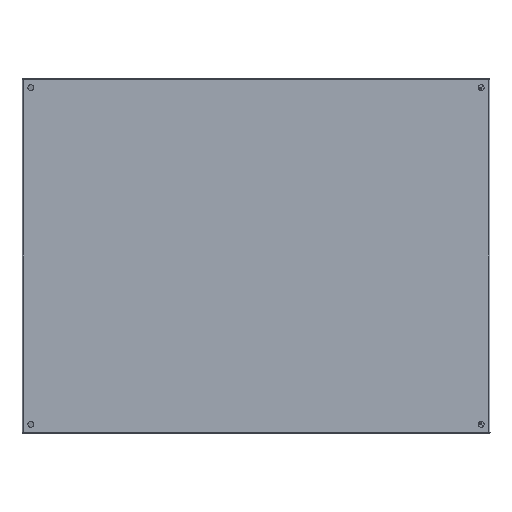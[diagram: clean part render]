
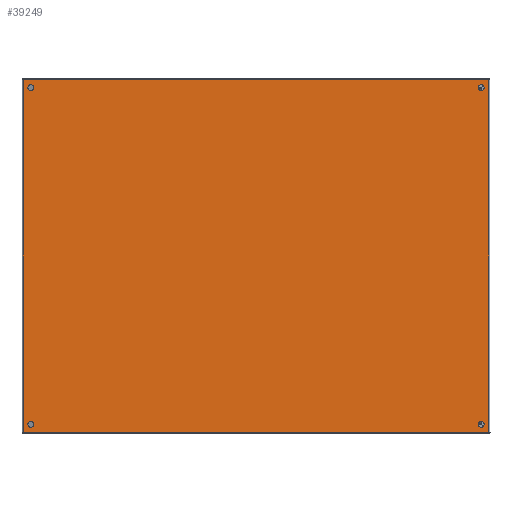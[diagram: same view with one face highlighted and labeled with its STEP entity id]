
A CAD part, left-side view. The second image highlights one B-rep face of the part: STEP entity #39249.
In plain terms, the highlighted face is planar.
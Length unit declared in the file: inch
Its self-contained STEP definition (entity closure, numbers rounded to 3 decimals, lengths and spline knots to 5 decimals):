
#183 = CARTESIAN_POINT ( 'NONE',  ( 14.25, 0., 19.04231 ) ) ;
#299 = CIRCLE ( 'NONE', #5128, 0.25 ) ;
#1423 = VERTEX_POINT ( 'NONE', #8490 ) ;
#1871 = VERTEX_POINT ( 'NONE', #6730 ) ;
#2194 = CARTESIAN_POINT ( 'NONE',  ( -14.928, 0., 19.73572 ) ) ;
#2218 = EDGE_CURVE ( 'NONE', #37934, #1423, #32516, .T. ) ;
#2391 = LINE ( 'NONE', #28527, #40891 ) ;
#2699 = DIRECTION ( 'NONE',  ( 0., -1., 0. ) ) ;
#2718 = ORIENTED_EDGE ( 'NONE', *, *, #2218, .T. ) ;
#2879 = EDGE_CURVE ( 'NONE', #1423, #37934, #12355, .T. ) ;
#3010 = PLANE ( 'NONE',  #37182 ) ;
#5128 = AXIS2_PLACEMENT_3D ( 'NONE', #38138, #17336, #6933 ) ;
#5443 = CIRCLE ( 'NONE', #37247, 0.25 ) ;
#6730 = CARTESIAN_POINT ( 'NONE',  ( -14.928, 0., -19.69972 ) ) ;
#6872 = ORIENTED_EDGE ( 'NONE', *, *, #40426, .T. ) ;
#6901 = EDGE_LOOP ( 'NONE', ( #38136, #6872 ) ) ;
#6933 = DIRECTION ( 'NONE',  ( -1., 0., 0. ) ) ;
#7819 = DIRECTION ( 'NONE',  ( -1., 0., 0. ) ) ;
#8490 = CARTESIAN_POINT ( 'NONE',  ( 14.5, 0., 19.04231 ) ) ;
#9401 = VECTOR ( 'NONE', #16232, 39.37008 ) ;
#10447 = DIRECTION ( 'NONE',  ( 0., -1., 0. ) ) ;
#10598 = DIRECTION ( 'NONE',  ( -1., 0., 0. ) ) ;
#10904 = VERTEX_POINT ( 'NONE', #34391 ) ;
#10933 = ORIENTED_EDGE ( 'NONE', *, *, #32941, .T. ) ;
#10936 = EDGE_CURVE ( 'NONE', #22286, #11591, #42223, .T. ) ;
#11296 = CARTESIAN_POINT ( 'NONE',  ( 14.25, 0., 19.04231 ) ) ;
#11472 = DIRECTION ( 'NONE',  ( 0., -1., 0. ) ) ;
#11591 = VERTEX_POINT ( 'NONE', #20399 ) ;
#11766 = VECTOR ( 'NONE', #20843, 39.37008 ) ;
#12003 = VERTEX_POINT ( 'NONE', #17309 ) ;
#12355 = CIRCLE ( 'NONE', #16107, 0.25 ) ;
#12899 = FACE_BOUND ( 'NONE', #35735, .T. ) ;
#14219 = CARTESIAN_POINT ( 'NONE',  ( -14.25, 0., 19.04231 ) ) ;
#14386 = ORIENTED_EDGE ( 'NONE', *, *, #36556, .F. ) ;
#14476 = CARTESIAN_POINT ( 'NONE',  ( 14.25, 0., -19.05772 ) ) ;
#14629 = EDGE_CURVE ( 'NONE', #32447, #26077, #44583, .T. ) ;
#14685 = ORIENTED_EDGE ( 'NONE', *, *, #41989, .T. ) ;
#14802 = DIRECTION ( 'NONE',  ( -1., 0., 0. ) ) ;
#15032 = LINE ( 'NONE', #21288, #11766 ) ;
#15098 = FACE_BOUND ( 'NONE', #31199, .T. ) ;
#15597 = FACE_BOUND ( 'NONE', #6901, .T. ) ;
#16107 = AXIS2_PLACEMENT_3D ( 'NONE', #11296, #22773, #14802 ) ;
#16232 = DIRECTION ( 'NONE',  ( 0., 0., 1. ) ) ;
#16574 = DIRECTION ( 'NONE',  ( 0., 0., 1. ) ) ;
#16959 = DIRECTION ( 'NONE',  ( 0., 0., -1. ) ) ;
#17309 = CARTESIAN_POINT ( 'NONE',  ( -14.928, 0., 19.68431 ) ) ;
#17336 = DIRECTION ( 'NONE',  ( 0., -1., 0. ) ) ;
#17499 = CARTESIAN_POINT ( 'NONE',  ( 14.25, 0., -18.80772 ) ) ;
#18595 = LINE ( 'NONE', #2194, #9401 ) ;
#18642 = EDGE_LOOP ( 'NONE', ( #14386, #33639, #19130, #31377 ) ) ;
#19130 = ORIENTED_EDGE ( 'NONE', *, *, #26239, .F. ) ;
#19793 = AXIS2_PLACEMENT_3D ( 'NONE', #14476, #35057, #42392 ) ;
#20399 = CARTESIAN_POINT ( 'NONE',  ( 14.25, 0., -19.30772 ) ) ;
#20503 = CARTESIAN_POINT ( 'NONE',  ( 14.928, 0., -19.73572 ) ) ;
#20843 = DIRECTION ( 'NONE',  ( 1., 0., 0. ) ) ;
#21288 = CARTESIAN_POINT ( 'NONE',  ( 14.928, 0., -19.69972 ) ) ;
#22172 = DIRECTION ( 'NONE',  ( 0., -1., 0. ) ) ;
#22286 = VERTEX_POINT ( 'NONE', #17499 ) ;
#22324 = DIRECTION ( 'NONE',  ( -1., 0., 0. ) ) ;
#22773 = DIRECTION ( 'NONE',  ( 0., -1., 0. ) ) ;
#23673 = FACE_BOUND ( 'NONE', #42238, .T. ) ;
#23950 = DIRECTION ( 'NONE',  ( -1., 0., 0. ) ) ;
#24046 = DIRECTION ( 'NONE',  ( 0., -1., 0. ) ) ;
#24857 = ORIENTED_EDGE ( 'NONE', *, *, #2879, .T. ) ;
#24905 = AXIS2_PLACEMENT_3D ( 'NONE', #31329, #24046, #16959 ) ;
#25338 = VERTEX_POINT ( 'NONE', #36152 ) ;
#25859 = CARTESIAN_POINT ( 'NONE',  ( 14., 0., 19.04231 ) ) ;
#25879 = FACE_OUTER_BOUND ( 'NONE', #18642, .T. ) ;
#26077 = VERTEX_POINT ( 'NONE', #41955 ) ;
#26239 = EDGE_CURVE ( 'NONE', #25338, #12003, #2391, .T. ) ;
#26392 = VERTEX_POINT ( 'NONE', #33336 ) ;
#26496 = AXIS2_PLACEMENT_3D ( 'NONE', #183, #10447, #10598 ) ;
#26836 = DIRECTION ( 'NONE',  ( 0., -1., 0. ) ) ;
#27165 = DIRECTION ( 'NONE',  ( 0., 0., -1. ) ) ;
#28110 = CIRCLE ( 'NONE', #19793, 0.25 ) ;
#28527 = CARTESIAN_POINT ( 'NONE',  ( 14.928, 0., 19.68431 ) ) ;
#28892 = EDGE_CURVE ( 'NONE', #1871, #12003, #18595, .T. ) ;
#30358 = AXIS2_PLACEMENT_3D ( 'NONE', #43463, #26836, #23950 ) ;
#30969 = ORIENTED_EDGE ( 'NONE', *, *, #40992, .T. ) ;
#31199 = EDGE_LOOP ( 'NONE', ( #2718, #24857 ) ) ;
#31329 = CARTESIAN_POINT ( 'NONE',  ( 14.25, 0., -19.05772 ) ) ;
#31377 = ORIENTED_EDGE ( 'NONE', *, *, #38521, .T. ) ;
#31398 = VECTOR ( 'NONE', #27165, 39.37008 ) ;
#31925 = DIRECTION ( 'NONE',  ( -1., 0., 0. ) ) ;
#32447 = VERTEX_POINT ( 'NONE', #37412 ) ;
#32516 = CIRCLE ( 'NONE', #26496, 0.25 ) ;
#32941 = EDGE_CURVE ( 'NONE', #10904, #26392, #40808, .T. ) ;
#33017 = VERTEX_POINT ( 'NONE', #37348 ) ;
#33336 = CARTESIAN_POINT ( 'NONE',  ( -14., 0., -19.05772 ) ) ;
#33639 = ORIENTED_EDGE ( 'NONE', *, *, #28892, .T. ) ;
#34391 = CARTESIAN_POINT ( 'NONE',  ( -14.5, 0., -19.05772 ) ) ;
#35057 = DIRECTION ( 'NONE',  ( 0., -1., 0. ) ) ;
#35581 = ORIENTED_EDGE ( 'NONE', *, *, #10936, .T. ) ;
#35656 = AXIS2_PLACEMENT_3D ( 'NONE', #14219, #22172, #22324 ) ;
#35735 = EDGE_LOOP ( 'NONE', ( #10933, #14685 ) ) ;
#36152 = CARTESIAN_POINT ( 'NONE',  ( 14.928, 0., 19.68431 ) ) ;
#36556 = EDGE_CURVE ( 'NONE', #1871, #33017, #15032, .T. ) ;
#37182 = AXIS2_PLACEMENT_3D ( 'NONE', #41183, #2699, #16574 ) ;
#37247 = AXIS2_PLACEMENT_3D ( 'NONE', #42752, #11472, #31925 ) ;
#37348 = CARTESIAN_POINT ( 'NONE',  ( 14.928, 0., -19.69972 ) ) ;
#37412 = CARTESIAN_POINT ( 'NONE',  ( -14.5, 0., 19.04231 ) ) ;
#37934 = VERTEX_POINT ( 'NONE', #25859 ) ;
#38136 = ORIENTED_EDGE ( 'NONE', *, *, #14629, .T. ) ;
#38138 = CARTESIAN_POINT ( 'NONE',  ( -14.25, 0., -19.05772 ) ) ;
#38521 = EDGE_CURVE ( 'NONE', #25338, #33017, #40683, .T. ) ;
#39249 = ADVANCED_FACE ( 'NONE', ( #15597, #12899, #25879, #23673, #15098 ), #3010, .F. ) ;
#40426 = EDGE_CURVE ( 'NONE', #26077, #32447, #5443, .T. ) ;
#40683 = LINE ( 'NONE', #20503, #31398 ) ;
#40808 = CIRCLE ( 'NONE', #30358, 0.25 ) ;
#40891 = VECTOR ( 'NONE', #7819, 39.37008 ) ;
#40992 = EDGE_CURVE ( 'NONE', #11591, #22286, #28110, .T. ) ;
#41183 = CARTESIAN_POINT ( 'NONE',  ( 14.928, 0., -19.73572 ) ) ;
#41955 = CARTESIAN_POINT ( 'NONE',  ( -14., 0., 19.04231 ) ) ;
#41989 = EDGE_CURVE ( 'NONE', #26392, #10904, #299, .T. ) ;
#42223 = CIRCLE ( 'NONE', #24905, 0.25 ) ;
#42238 = EDGE_LOOP ( 'NONE', ( #30969, #35581 ) ) ;
#42392 = DIRECTION ( 'NONE',  ( 0., 0., -1. ) ) ;
#42752 = CARTESIAN_POINT ( 'NONE',  ( -14.25, 0., 19.04231 ) ) ;
#43463 = CARTESIAN_POINT ( 'NONE',  ( -14.25, 0., -19.05772 ) ) ;
#44583 = CIRCLE ( 'NONE', #35656, 0.25 ) ;
